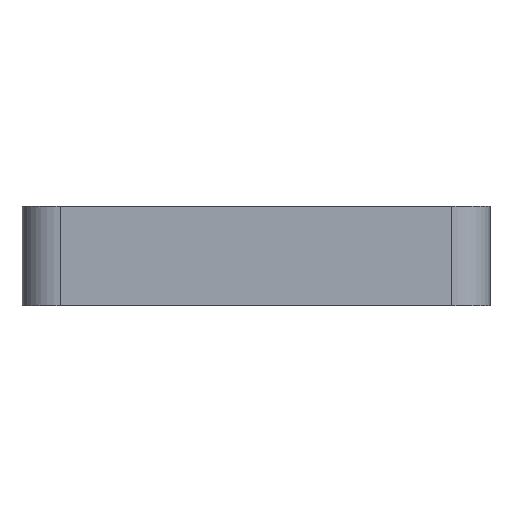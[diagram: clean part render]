
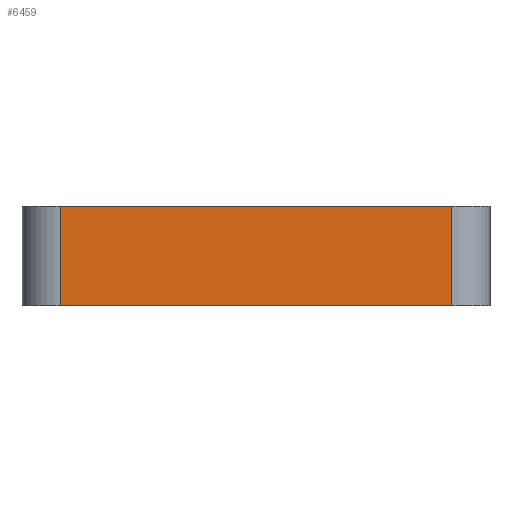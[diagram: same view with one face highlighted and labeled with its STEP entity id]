
A CAD part, left-side view. The second image highlights one B-rep face of the part: STEP entity #6459.
In plain terms, the highlighted planar face has unit normal (-1, 0, 0).
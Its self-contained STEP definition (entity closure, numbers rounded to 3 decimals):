
#822=FACE_OUTER_BOUND('',#1170,.T.);
#1170=EDGE_LOOP('',(#5566,#5567,#5568,#5569));
#1832=LINE('',#13419,#2474);
#1839=LINE('',#13448,#2481);
#1840=LINE('',#13451,#2482);
#1841=LINE('',#13452,#2483);
#2474=VECTOR('',#7734,10.);
#2481=VECTOR('',#7759,10.);
#2482=VECTOR('',#7762,10.);
#2483=VECTOR('',#7763,10.);
#3094=VERTEX_POINT('',#13416);
#3095=VERTEX_POINT('',#13418);
#3108=VERTEX_POINT('',#13446);
#3109=VERTEX_POINT('',#13450);
#4015=EDGE_CURVE('',#3094,#3095,#1832,.T.);
#4030=EDGE_CURVE('',#3108,#3094,#1839,.T.);
#4031=EDGE_CURVE('',#3109,#3108,#1840,.T.);
#4032=EDGE_CURVE('',#3095,#3109,#1841,.T.);
#5566=ORIENTED_EDGE('',*,*,#4030,.F.);
#5567=ORIENTED_EDGE('',*,*,#4031,.F.);
#5568=ORIENTED_EDGE('',*,*,#4032,.F.);
#5569=ORIENTED_EDGE('',*,*,#4015,.F.);
#6128=PLANE('',#6690);
#6459=ADVANCED_FACE('',(#822),#6128,.T.);
#6690=AXIS2_PLACEMENT_3D('',#13449,#7760,#7761);
#7734=DIRECTION('',(0.,-1.,0.));
#7759=DIRECTION('',(0.,0.,1.));
#7760=DIRECTION('center_axis',(-1.,0.,0.));
#7761=DIRECTION('ref_axis',(0.,-1.,0.));
#7762=DIRECTION('',(0.,1.,0.));
#7763=DIRECTION('',(0.,0.,-1.));
#13416=CARTESIAN_POINT('',(-0.26,65.962,13.));
#13418=CARTESIAN_POINT('',(-0.26,14.962,13.));
#13419=CARTESIAN_POINT('',(-0.26,9.962,13.));
#13446=CARTESIAN_POINT('',(-0.26,65.962,0.));
#13448=CARTESIAN_POINT('',(-0.26,65.962,0.));
#13449=CARTESIAN_POINT('Origin',(-0.26,70.962,0.));
#13450=CARTESIAN_POINT('',(-0.26,14.962,0.));
#13451=CARTESIAN_POINT('',(-0.26,9.962,0.));
#13452=CARTESIAN_POINT('',(-0.26,14.962,0.));
